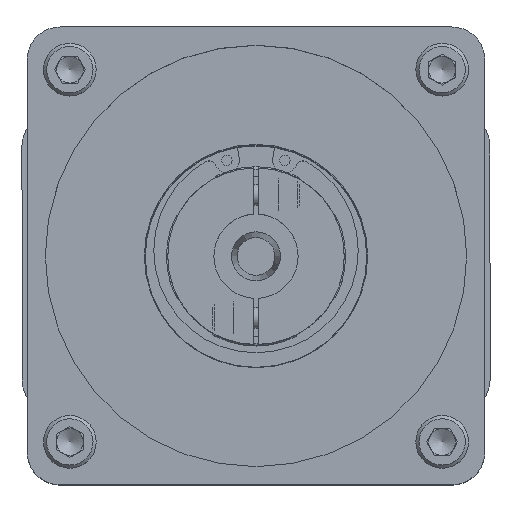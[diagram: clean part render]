
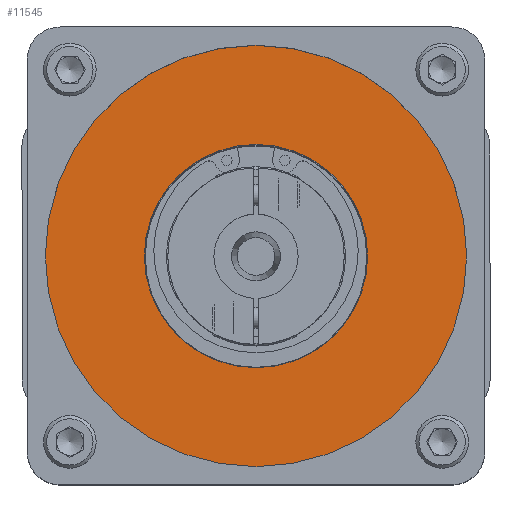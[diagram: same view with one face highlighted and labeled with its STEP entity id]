
A CAD part, top view. The second image highlights one B-rep face of the part: STEP entity #11545.
In plain terms, the highlighted planar face has unit normal (0, 0, 1).
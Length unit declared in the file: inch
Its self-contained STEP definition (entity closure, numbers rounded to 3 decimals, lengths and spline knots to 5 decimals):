
#821 = DIRECTION ( 'NONE',  ( 0., 0., 1. ) ) ;
#1692 = CARTESIAN_POINT ( 'NONE',  ( 0., 0., 2.881 ) ) ;
#2518 = PLANE ( 'NONE',  #18725 ) ;
#3608 = DIRECTION ( 'NONE',  ( 0., 0., 1. ) ) ;
#3787 = CARTESIAN_POINT ( 'NONE',  ( 0., 0., 2.881 ) ) ;
#4033 = EDGE_CURVE ( 'NONE', #6733, #6733, #12510, .T. ) ;
#4653 = DIRECTION ( 'NONE',  ( 0., 0., -1. ) ) ;
#4830 = VERTEX_POINT ( 'NONE', #16920 ) ;
#5074 = EDGE_LOOP ( 'NONE', ( #13666 ) ) ;
#5106 = FACE_BOUND ( 'NONE', #5074, .T. ) ;
#6733 = VERTEX_POINT ( 'NONE', #18728 ) ;
#6775 = CARTESIAN_POINT ( 'NONE',  ( 0., 0., 2.881 ) ) ;
#6943 = AXIS2_PLACEMENT_3D ( 'NONE', #3787, #821, #12631 ) ;
#7073 = ORIENTED_EDGE ( 'NONE', *, *, #9107, .T. ) ;
#9107 = EDGE_CURVE ( 'NONE', #4830, #4830, #12966, .T. ) ;
#10729 = EDGE_LOOP ( 'NONE', ( #7073 ) ) ;
#11545 = ADVANCED_FACE ( 'NONE', ( #15989, #5106 ), #2518, .T. ) ;
#12181 = DIRECTION ( 'NONE',  ( 1., 0., 0. ) ) ;
#12510 = CIRCLE ( 'NONE', #16617, 0.835 ) ;
#12631 = DIRECTION ( 'NONE',  ( 1., 0., 0. ) ) ;
#12966 = CIRCLE ( 'NONE', #6943, 1.5758 ) ;
#13666 = ORIENTED_EDGE ( 'NONE', *, *, #4033, .T. ) ;
#15989 = FACE_OUTER_BOUND ( 'NONE', #10729, .T. ) ;
#16617 = AXIS2_PLACEMENT_3D ( 'NONE', #1692, #4653, #12181 ) ;
#16920 = CARTESIAN_POINT ( 'NONE',  ( 1.5758, 0., 2.881 ) ) ;
#17286 = DIRECTION ( 'NONE',  ( 1., 0., 0. ) ) ;
#18725 = AXIS2_PLACEMENT_3D ( 'NONE', #6775, #3608, #17286 ) ;
#18728 = CARTESIAN_POINT ( 'NONE',  ( 0.835, 0., 2.881 ) ) ;
